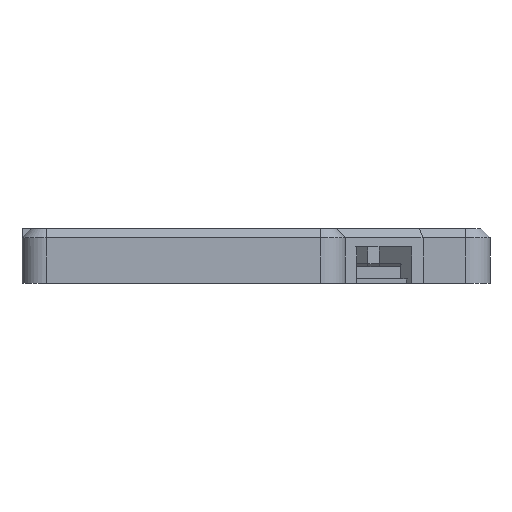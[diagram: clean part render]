
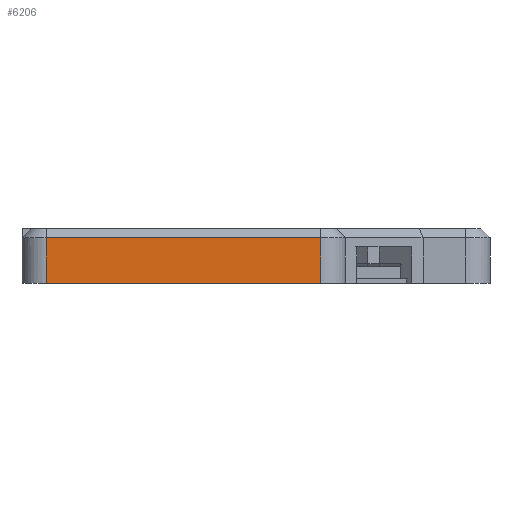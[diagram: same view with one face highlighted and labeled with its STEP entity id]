
A CAD part, left-side view. The second image highlights one B-rep face of the part: STEP entity #6206.
In plain terms, the highlighted planar face has unit normal (-1, 0, 0).
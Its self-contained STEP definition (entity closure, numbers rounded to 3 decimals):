
#1557 = VERTEX_POINT('',#1558);
#1558 = CARTESIAN_POINT('',(-97.2,55.,5.4));
#1730 = VERTEX_POINT('',#1731);
#1731 = CARTESIAN_POINT('',(-97.2,19.,5.4));
#1737 = EDGE_CURVE('',#1557,#1730,#1738,.T.);
#1738 = LINE('',#1739,#1740);
#1739 = CARTESIAN_POINT('',(-97.2,28.,5.4));
#1740 = VECTOR('',#1741,1.);
#1741 = DIRECTION('',(-0.,-1.,-0.));
#5002 = EDGE_CURVE('',#5003,#5005,#5007,.T.);
#5003 = VERTEX_POINT('',#5004);
#5004 = CARTESIAN_POINT('',(-97.2,19.,-0.6));
#5005 = VERTEX_POINT('',#5006);
#5006 = CARTESIAN_POINT('',(-97.2,55.,-0.6));
#5007 = LINE('',#5008,#5009);
#5008 = CARTESIAN_POINT('',(-97.2,19.,-0.6));
#5009 = VECTOR('',#5010,1.);
#5010 = DIRECTION('',(0.,1.,0.));
#5417 = EDGE_CURVE('',#5005,#1557,#5418,.T.);
#5418 = LINE('',#5419,#5420);
#5419 = CARTESIAN_POINT('',(-97.2,55.,-0.6));
#5420 = VECTOR('',#5421,1.);
#5421 = DIRECTION('',(0.,0.,1.));
#6206 = ADVANCED_FACE('',(#6207),#6218,.T.);
#6207 = FACE_BOUND('',#6208,.T.);
#6208 = EDGE_LOOP('',(#6209,#6210,#6216,#6217));
#6209 = ORIENTED_EDGE('',*,*,#5002,.F.);
#6210 = ORIENTED_EDGE('',*,*,#6211,.T.);
#6211 = EDGE_CURVE('',#5003,#1730,#6212,.T.);
#6212 = LINE('',#6213,#6214);
#6213 = CARTESIAN_POINT('',(-97.2,19.,-0.6));
#6214 = VECTOR('',#6215,1.);
#6215 = DIRECTION('',(0.,0.,1.));
#6216 = ORIENTED_EDGE('',*,*,#1737,.F.);
#6217 = ORIENTED_EDGE('',*,*,#5417,.F.);
#6218 = PLANE('',#6219);
#6219 = AXIS2_PLACEMENT_3D('',#6220,#6221,#6222);
#6220 = CARTESIAN_POINT('',(-97.2,19.,-0.6));
#6221 = DIRECTION('',(-1.,0.,0.));
#6222 = DIRECTION('',(0.,1.,0.));
